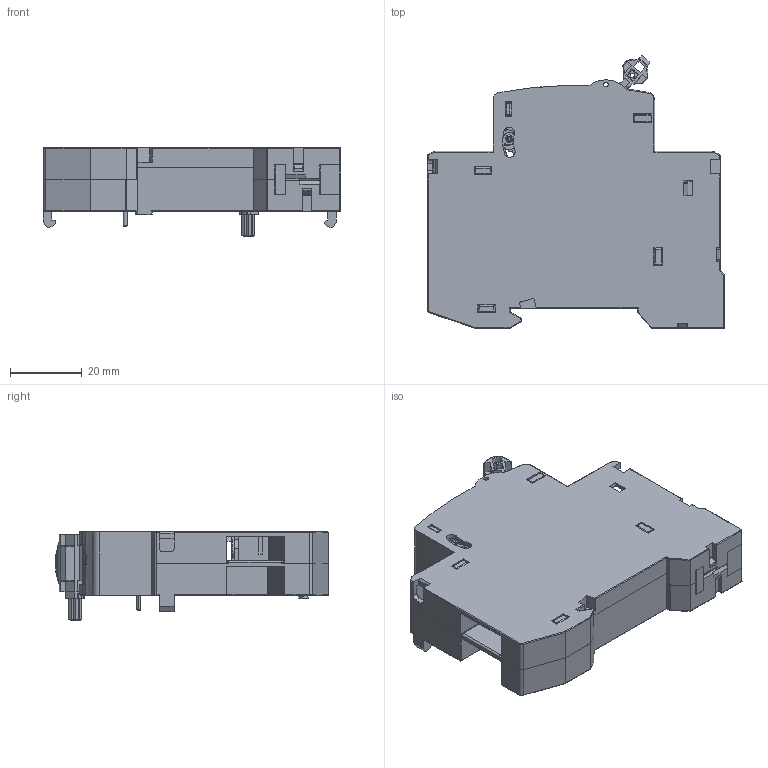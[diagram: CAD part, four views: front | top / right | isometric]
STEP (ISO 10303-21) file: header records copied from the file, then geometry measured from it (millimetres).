
FILE_DESCRIPTION (( 'STEP AP203' ), '1' );
FILE_NAME ('M2OV1--170795001.STEP', '2022-03-25T10:36:34', ( '' ), ( '' ), 'SwSTEP 2.0', 'SolidWorks 2017', '' );
FILE_SCHEMA (( 'CONFIG_CONTROL_DESIGN' ));
Length unit declared in the file: millimetre
Products named in the file (1): M2OV1--170795001
Bounding box: 82.7 x 75.81 x 24.6 mm (x, y, z)
Surface area: 26501.7 mm2 (no closed solid volume)
Topology: 0 solids, 29 shells, 835 faces, 3528 edges, 2633 vertices
Faces by surface type: plane 456, cylinder 279, bspline 93, cone 7
Entity records: 41397 total; most frequent: CARTESIAN_POINT 15348, ORIENTED_EDGE 5239, DIRECTION 4573, EDGE_CURVE 3493, VERTEX_POINT 2633, LINE 2173, VECTOR 2173, AXIS2_PLACEMENT_3D 1200
